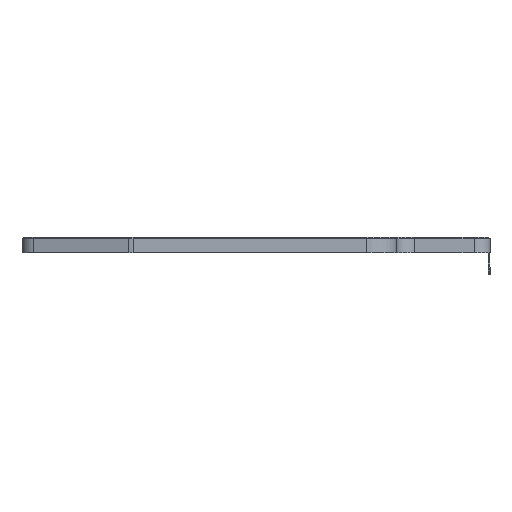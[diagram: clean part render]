
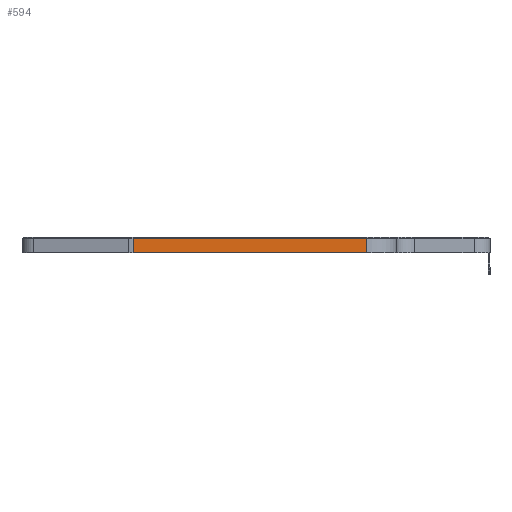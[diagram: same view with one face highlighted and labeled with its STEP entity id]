
A CAD part, left-side view. The second image highlights one B-rep face of the part: STEP entity #594.
In plain terms, the highlighted planar face has unit normal (-1, 0, 0).
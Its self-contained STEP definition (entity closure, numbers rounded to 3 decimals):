
#73 = VERTEX_POINT ( 'NONE', #882 ) ;
#101 = DIRECTION ( 'NONE',  ( 0., -1., 0. ) ) ;
#106 = DIRECTION ( 'NONE',  ( 0., -1., 0. ) ) ;
#153 = VECTOR ( 'NONE', #1042, 1000. ) ;
#237 = LINE ( 'NONE', #787, #613 ) ;
#275 = EDGE_CURVE ( 'NONE', #1464, #574, #237, .T. ) ;
#281 = PLANE ( 'NONE',  #1163 ) ;
#424 = DIRECTION ( 'NONE',  ( 1., 0., 0. ) ) ;
#426 = CARTESIAN_POINT ( 'NONE',  ( -27.231, 8.203, 1. ) ) ;
#453 = VERTEX_POINT ( 'NONE', #1619 ) ;
#543 = EDGE_CURVE ( 'NONE', #574, #73, #1471, .T. ) ;
#574 = VERTEX_POINT ( 'NONE', #1750 ) ;
#594 = ADVANCED_FACE ( 'NONE', ( #977 ), #281, .F. ) ;
#613 = VECTOR ( 'NONE', #101, 1000. ) ;
#787 = CARTESIAN_POINT ( 'NONE',  ( -27.231, 8.203, 0.9 ) ) ;
#808 = ORIENTED_EDGE ( 'NONE', *, *, #1718, .T. ) ;
#830 = LINE ( 'NONE', #426, #1646 ) ;
#847 = CARTESIAN_POINT ( 'NONE',  ( -27.231, 8.203, 0.9 ) ) ;
#882 = CARTESIAN_POINT ( 'NONE',  ( -27.231, -6.585, 0. ) ) ;
#939 = ORIENTED_EDGE ( 'NONE', *, *, #275, .F. ) ;
#948 = ORIENTED_EDGE ( 'NONE', *, *, #543, .F. ) ;
#970 = DIRECTION ( 'NONE',  ( 0., 0., -1. ) ) ;
#973 = DIRECTION ( 'NONE',  ( 0., 0., -1. ) ) ;
#975 = ORIENTED_EDGE ( 'NONE', *, *, #1467, .T. ) ;
#977 = FACE_OUTER_BOUND ( 'NONE', #1725, .T. ) ;
#1042 = DIRECTION ( 'NONE',  ( 0., 0., -1. ) ) ;
#1084 = CARTESIAN_POINT ( 'NONE',  ( -27.231, 0.803, 0. ) ) ;
#1163 = AXIS2_PLACEMENT_3D ( 'NONE', #1536, #424, #970 ) ;
#1222 = LINE ( 'NONE', #1084, #1676 ) ;
#1327 = CARTESIAN_POINT ( 'NONE',  ( -27.231, -6.585, 1. ) ) ;
#1464 = VERTEX_POINT ( 'NONE', #847 ) ;
#1467 = EDGE_CURVE ( 'NONE', #1464, #453, #830, .T. ) ;
#1471 = LINE ( 'NONE', #1327, #153 ) ;
#1536 = CARTESIAN_POINT ( 'NONE',  ( -27.231, 0.803, 1. ) ) ;
#1619 = CARTESIAN_POINT ( 'NONE',  ( -27.231, 8.203, 0. ) ) ;
#1646 = VECTOR ( 'NONE', #973, 1000. ) ;
#1676 = VECTOR ( 'NONE', #106, 1000. ) ;
#1718 = EDGE_CURVE ( 'NONE', #453, #73, #1222, .T. ) ;
#1725 = EDGE_LOOP ( 'NONE', ( #939, #975, #808, #948 ) ) ;
#1750 = CARTESIAN_POINT ( 'NONE',  ( -27.231, -6.585, 0.9 ) ) ;
